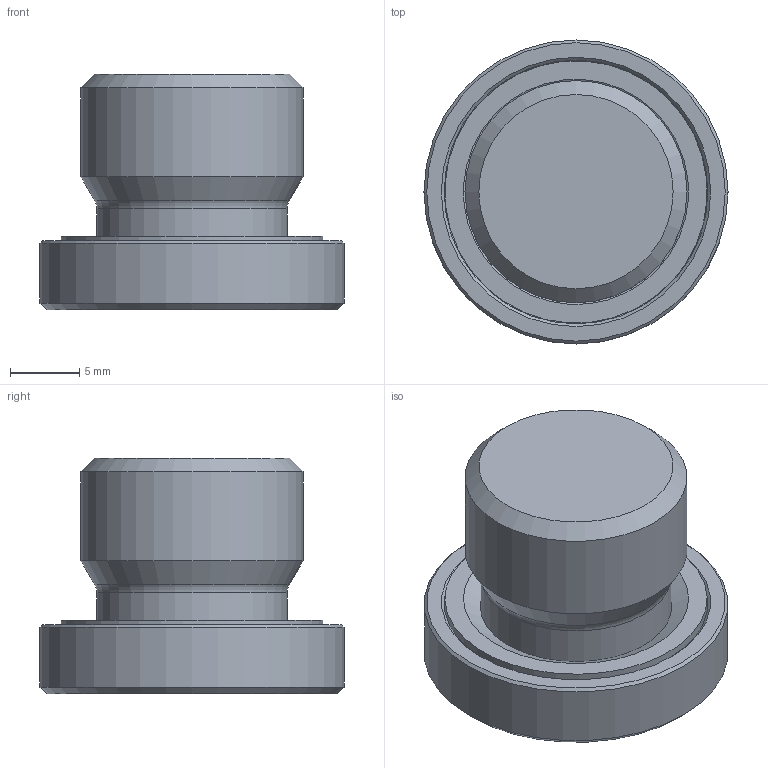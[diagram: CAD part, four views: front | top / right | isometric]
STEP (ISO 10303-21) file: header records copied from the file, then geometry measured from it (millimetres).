
FILE_DESCRIPTION((''),'2;1');
FILE_NAME('7200216.stp','2014-09-02T14:18:44',(''),('KNOMI spol. s r. o.'),'Autodesk Inventor 2012','Autodesk Inventor 2012','');
FILE_SCHEMA(('AUTOMOTIVE_DESIGN { 1 2 10303 214 0 1 1 1 }'));
Length unit declared in the file: millimetre
Products named in the file (3): ZKE M16x1,5; 720 02 165; 609161600
Assembly tree (2 placements, depth 2):
  ZKE M16x1,5
    720 02 165
    609161600
Bounding box: 21.9 x 21.9 x 17 mm (x, y, z)
Volume: 3326.5 mm3; surface area: 2526.5 mm2
Topology: 2 solids, 2 shells, 51 faces, 121 edges, 77 vertices
Faces by surface type: plane 25, cylinder 13, cone 8, torus 5
Full cylindrical faces by diameter (mm): 9.5 x1, 13.7 x1, 13.8 x1, 16 x1, 18.9 x1, 19 x1, 21.9 x1
Entity records: 1517 total; most frequent: CARTESIAN_POINT 310, DIRECTION 228, ORIENTED_EDGE 194, AXIS2_PLACEMENT_3D 99, EDGE_CURVE 97, EDGE_LOOP 76, VERTEX_POINT 73, STYLED_ITEM 53
